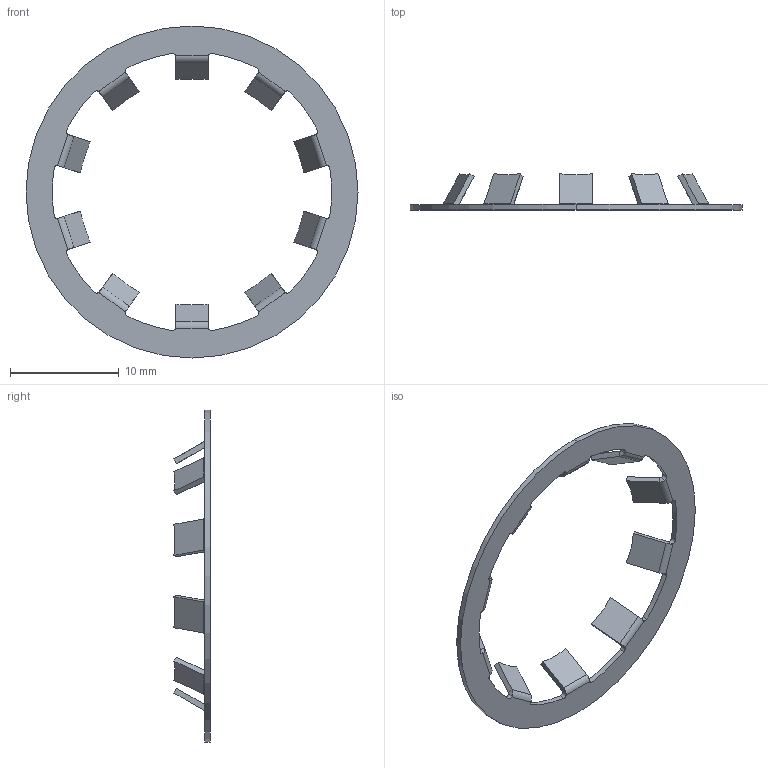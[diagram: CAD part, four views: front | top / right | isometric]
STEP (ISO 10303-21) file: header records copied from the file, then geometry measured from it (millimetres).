
FILE_DESCRIPTION (( 'STEP AP203' ), '1' );
FILE_NAME ('R216.020.000.STEP', '2015-06-09T10:28:55', ( '' ), ( '' ), 'SwSTEP 2.0', 'SolidWorks 2012', '' );
FILE_SCHEMA (( 'CONFIG_CONTROL_DESIGN' ));
Length unit declared in the file: millimetre
Products named in the file (1): R216.020.000
Bounding box: 30.5 x 3.33 x 30.5 mm (x, y, z)
Volume: 164.1 mm3; surface area: 782 mm2
Topology: 1 solids, 1 shells, 133 faces, 353 edges, 222 vertices
Faces by surface type: cylinder 71, plane 62
Entity records: 4310 total; most frequent: CARTESIAN_POINT 889, DIRECTION 723, ORIENTED_EDGE 706, EDGE_CURVE 353, AXIS2_PLACEMENT_3D 276, VERTEX_POINT 222, LINE 171, VECTOR 171
